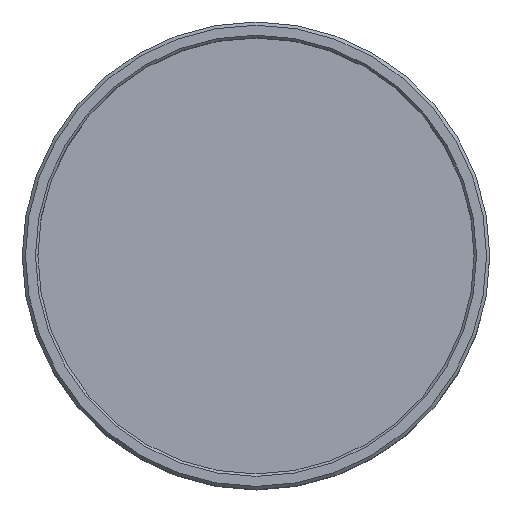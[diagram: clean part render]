
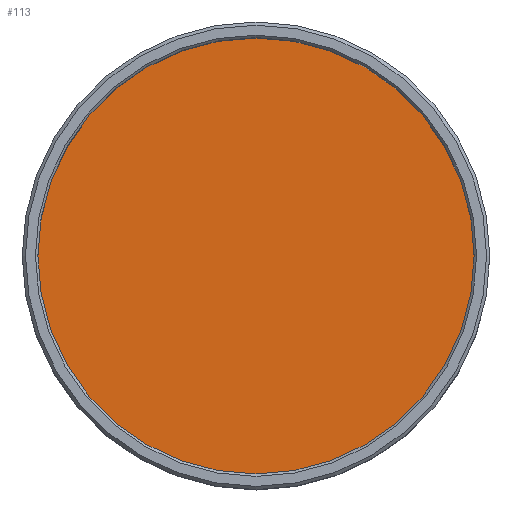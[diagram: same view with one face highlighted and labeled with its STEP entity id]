
A CAD part, top view. The second image highlights one B-rep face of the part: STEP entity #113.
In plain terms, the highlighted planar face has unit normal (0, 0, 1).
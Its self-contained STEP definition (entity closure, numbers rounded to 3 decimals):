
#18=PLANE('',#143);
#29=FACE_OUTER_BOUND('',#38,.T.);
#38=EDGE_LOOP('',(#103));
#50=CIRCLE('',#130,67.65);
#59=VERTEX_POINT('',#188);
#67=EDGE_CURVE('',#59,#59,#50,.T.);
#103=ORIENTED_EDGE('',*,*,#67,.F.);
#113=ADVANCED_FACE('',(#29),#18,.F.);
#130=AXIS2_PLACEMENT_3D('',#190,#151,#152);
#143=AXIS2_PLACEMENT_3D('',#212,#181,#182);
#151=DIRECTION('center_axis',(0.,0.,-1.));
#152=DIRECTION('ref_axis',(-1.,0.,0.));
#181=DIRECTION('center_axis',(0.,0.,-1.));
#182=DIRECTION('ref_axis',(1.,0.,0.));
#188=CARTESIAN_POINT('',(67.65,0.,-34.05));
#190=CARTESIAN_POINT('Origin',(0.,0.,-34.05));
#212=CARTESIAN_POINT('Origin',(0.,0.,-34.05));
